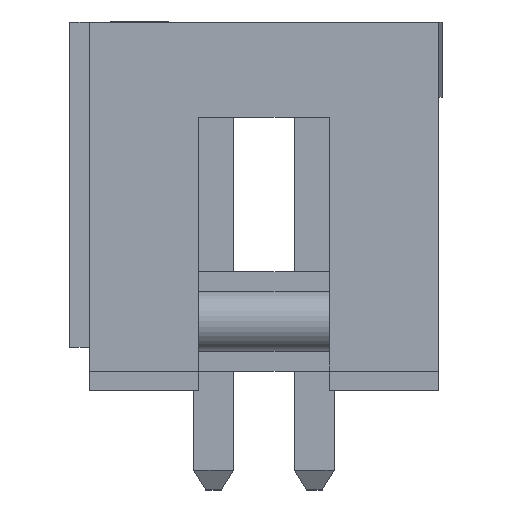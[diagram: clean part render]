
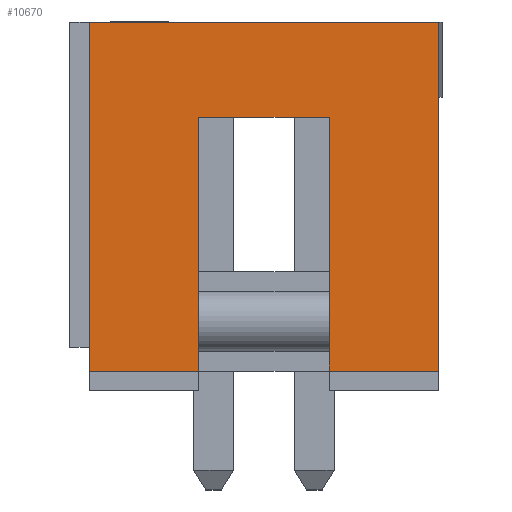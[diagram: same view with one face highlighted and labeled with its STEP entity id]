
A CAD part, left-side view. The second image highlights one B-rep face of the part: STEP entity #10670.
In plain terms, the highlighted planar face has unit normal (-1, 0, 0).
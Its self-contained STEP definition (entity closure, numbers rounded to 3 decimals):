
#10406 = VERTEX_POINT ( 'NONE', #43371 ) ;
#10408 = EDGE_CURVE ( 'NONE', #10421, #10406, #43370, .T. ) ;
#10421 = VERTEX_POINT ( 'NONE', #43420 ) ;
#10423 = EDGE_CURVE ( 'NONE', #10424, #10421, #43419, .T. ) ;
#10424 = VERTEX_POINT ( 'NONE', #43415 ) ;
#10465 = EDGE_CURVE ( 'NONE', #10472, #10424, #43481, .T. ) ;
#10472 = VERTEX_POINT ( 'NONE', #43473 ) ;
#10474 = EDGE_CURVE ( 'NONE', #10475, #10472, #43472, .T. ) ;
#10475 = VERTEX_POINT ( 'NONE', #43468 ) ;
#10532 = VERTEX_POINT ( 'NONE', #43568 ) ;
#10534 = EDGE_CURVE ( 'NONE', #10406, #10532, #43566, .T. ) ;
#10606 = EDGE_CURVE ( 'NONE', #10607, #10475, #43642, .T. ) ;
#10607 = VERTEX_POINT ( 'NONE', #43638 ) ;
#10654 = VERTEX_POINT ( 'NONE', #43700 ) ;
#10655 = ORIENTED_EDGE ( 'NONE', *, *, #10656, .F. ) ;
#10656 = EDGE_CURVE ( 'NONE', #10607, #10654, #43764, .T. ) ;
#10657 = ORIENTED_EDGE ( 'NONE', *, *, #10606, .T. ) ;
#10670 = ADVANCED_FACE ( 'NONE', ( #43740 ), #43738, .T. ) ;
#10671 = EDGE_LOOP ( 'NONE', ( #10672, #10673, #10674, #10675, #10676, #10677, #10655, #10657 ) ) ;
#10672 = ORIENTED_EDGE ( 'NONE', *, *, #10474, .T. ) ;
#10673 = ORIENTED_EDGE ( 'NONE', *, *, #10465, .T. ) ;
#10674 = ORIENTED_EDGE ( 'NONE', *, *, #10423, .T. ) ;
#10675 = ORIENTED_EDGE ( 'NONE', *, *, #10408, .T. ) ;
#10676 = ORIENTED_EDGE ( 'NONE', *, *, #10534, .T. ) ;
#10677 = ORIENTED_EDGE ( 'NONE', *, *, #10678, .F. ) ;
#10678 = EDGE_CURVE ( 'NONE', #10654, #10532, #43739, .T. ) ;
#43367 = DIRECTION ( 'NONE',  ( 0., -1., 0. ) ) ;
#43368 = VECTOR ( 'NONE', #43367, 1000. ) ;
#43369 = CARTESIAN_POINT ( 'NONE',  ( -41.85, 0., 0. ) ) ;
#43370 = LINE ( 'NONE', #43369, #43368 ) ;
#43371 = CARTESIAN_POINT ( 'NONE',  ( -41.85, 0., 0. ) ) ;
#43415 = CARTESIAN_POINT ( 'NONE',  ( -41.85, 2.75, 6.4 ) ) ;
#43416 = DIRECTION ( 'NONE',  ( 0., 0., -1. ) ) ;
#43417 = VECTOR ( 'NONE', #43416, 1000. ) ;
#43418 = CARTESIAN_POINT ( 'NONE',  ( -41.85, 2.75, 0. ) ) ;
#43419 = LINE ( 'NONE', #43418, #43417 ) ;
#43420 = CARTESIAN_POINT ( 'NONE',  ( -41.85, 2.75, 0. ) ) ;
#43468 = CARTESIAN_POINT ( 'NONE',  ( -41.85, 6.05, 0. ) ) ;
#43469 = DIRECTION ( 'NONE',  ( 0., 0., 1. ) ) ;
#43470 = VECTOR ( 'NONE', #43469, 1000. ) ;
#43471 = CARTESIAN_POINT ( 'NONE',  ( -41.85, 6.05, 0. ) ) ;
#43472 = LINE ( 'NONE', #43471, #43470 ) ;
#43473 = CARTESIAN_POINT ( 'NONE',  ( -41.85, 6.05, 6.4 ) ) ;
#43478 = DIRECTION ( 'NONE',  ( 0., -1., 0. ) ) ;
#43479 = VECTOR ( 'NONE', #43478, 1000. ) ;
#43480 = CARTESIAN_POINT ( 'NONE',  ( -41.85, 0., 6.4 ) ) ;
#43481 = LINE ( 'NONE', #43480, #43479 ) ;
#43563 = DIRECTION ( 'NONE',  ( 0., 0., 1. ) ) ;
#43564 = VECTOR ( 'NONE', #43563, 1000. ) ;
#43565 = CARTESIAN_POINT ( 'NONE',  ( -41.85, 0., 0. ) ) ;
#43566 = LINE ( 'NONE', #43565, #43564 ) ;
#43568 = CARTESIAN_POINT ( 'NONE',  ( -41.85, 0., 8.8 ) ) ;
#43638 = CARTESIAN_POINT ( 'NONE',  ( -41.85, 8.8, 0. ) ) ;
#43639 = DIRECTION ( 'NONE',  ( 0., -1., 0. ) ) ;
#43640 = VECTOR ( 'NONE', #43639, 1000. ) ;
#43641 = CARTESIAN_POINT ( 'NONE',  ( -41.85, 0., 0. ) ) ;
#43642 = LINE ( 'NONE', #43641, #43640 ) ;
#43700 = CARTESIAN_POINT ( 'NONE',  ( -41.85, 8.8, 8.8 ) ) ;
#43734 = DIRECTION ( 'NONE',  ( 0., 0., 1. ) ) ;
#43735 = DIRECTION ( 'NONE',  ( -1., 0., 0. ) ) ;
#43736 = CARTESIAN_POINT ( 'NONE',  ( -41.85, 0., 0. ) ) ;
#43737 = AXIS2_PLACEMENT_3D ( 'NONE', #43736, #43735, #43734 ) ;
#43738 = PLANE ( 'NONE',  #43737 ) ;
#43739 = LINE ( 'NONE', #43796, #43795 ) ;
#43740 = FACE_OUTER_BOUND ( 'NONE', #10671, .T. ) ;
#43761 = DIRECTION ( 'NONE',  ( 0., 0., 1. ) ) ;
#43762 = VECTOR ( 'NONE', #43761, 1000. ) ;
#43763 = CARTESIAN_POINT ( 'NONE',  ( -41.85, 8.8, 0. ) ) ;
#43764 = LINE ( 'NONE', #43763, #43762 ) ;
#43794 = DIRECTION ( 'NONE',  ( 0., -1., 0. ) ) ;
#43795 = VECTOR ( 'NONE', #43794, 1000. ) ;
#43796 = CARTESIAN_POINT ( 'NONE',  ( -41.85, 4.4, 8.8 ) ) ;
